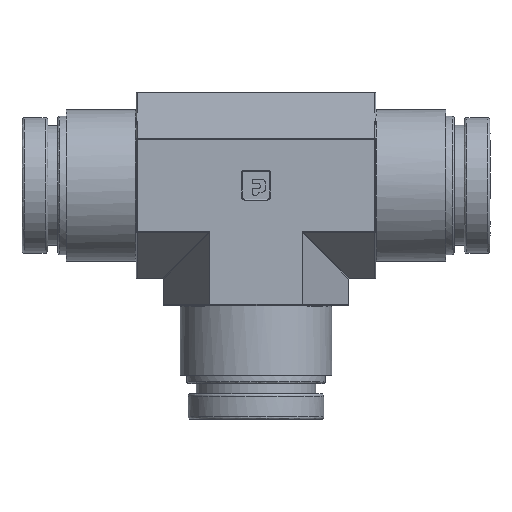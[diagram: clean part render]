
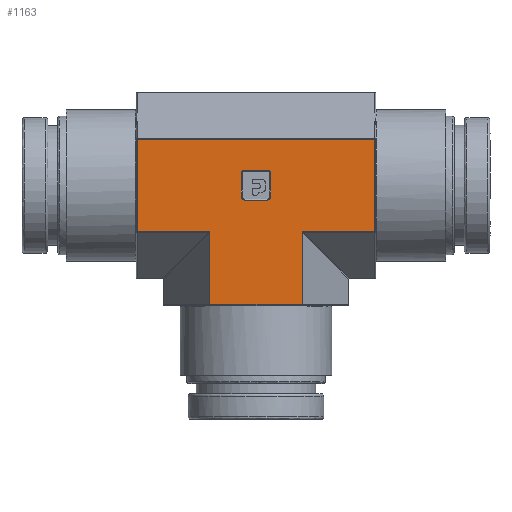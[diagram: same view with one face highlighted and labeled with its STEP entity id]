
A CAD part, top view. The second image highlights one B-rep face of the part: STEP entity #1163.
In plain terms, the highlighted free-form (B-spline) face has degree [1, 1] with [2, 2] control points.
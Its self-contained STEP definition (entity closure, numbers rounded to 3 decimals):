
#1163 = ADVANCED_FACE('',(#1164,#1222),#1284,.T.);
#1164 = FACE_BOUND('',#1165,.T.);
#1165 = EDGE_LOOP('',(#1166,#1175,#1182,#1189,#1196,#1203,#1210,#1217));
#1166 = ORIENTED_EDGE('',*,*,#1167,.T.);
#1167 = EDGE_CURVE('',#1168,#1170,#1172,.T.);
#1168 = VERTEX_POINT('',#1169);
#1169 = CARTESIAN_POINT('',(-13.991,-5.417,
    9.49));
#1170 = VERTEX_POINT('',#1171);
#1171 = CARTESIAN_POINT('',(-5.417,-5.417,
    9.49));
#1172 = B_SPLINE_CURVE_WITH_KNOTS('',1,(#1173,#1174),.UNSPECIFIED.,.F.,
  .F.,(2,2),(-16.383,-6.342),.PIECEWISE_BEZIER_KNOTS.);
#1173 = CARTESIAN_POINT('',(-13.991,-5.417,
    9.49));
#1174 = CARTESIAN_POINT('',(-5.417,-5.417,
    9.49));
#1175 = ORIENTED_EDGE('',*,*,#1176,.T.);
#1176 = EDGE_CURVE('',#1170,#1177,#1179,.T.);
#1177 = VERTEX_POINT('',#1178);
#1178 = CARTESIAN_POINT('',(-5.417,-13.991,
    9.49));
#1179 = B_SPLINE_CURVE_WITH_KNOTS('',1,(#1180,#1181),.UNSPECIFIED.,.F.,
  .F.,(2,2),(-0.073,9.967),
  .PIECEWISE_BEZIER_KNOTS.);
#1180 = CARTESIAN_POINT('',(-5.417,-5.417,
    9.49));
#1181 = CARTESIAN_POINT('',(-5.417,-13.991,
    9.49));
#1182 = ORIENTED_EDGE('',*,*,#1183,.T.);
#1183 = EDGE_CURVE('',#1177,#1184,#1186,.T.);
#1184 = VERTEX_POINT('',#1185);
#1185 = CARTESIAN_POINT('',(5.417,-13.991,
    9.49));
#1186 = B_SPLINE_CURVE_WITH_KNOTS('',1,(#1187,#1188),.UNSPECIFIED.,.F.,
  .F.,(2,2),(-12.758,-0.073),
  .PIECEWISE_BEZIER_KNOTS.);
#1187 = CARTESIAN_POINT('',(-5.417,-13.991,
    9.49));
#1188 = CARTESIAN_POINT('',(5.417,-13.991,
    9.49));
#1189 = ORIENTED_EDGE('',*,*,#1190,.T.);
#1190 = EDGE_CURVE('',#1184,#1191,#1193,.T.);
#1191 = VERTEX_POINT('',#1192);
#1192 = CARTESIAN_POINT('',(5.417,-5.417,
    9.49));
#1193 = B_SPLINE_CURVE_WITH_KNOTS('',1,(#1194,#1195),.UNSPECIFIED.,.F.,
  .F.,(2,2),(-9.967,0.073),
  .PIECEWISE_BEZIER_KNOTS.);
#1194 = CARTESIAN_POINT('',(5.417,-13.991,
    9.49));
#1195 = CARTESIAN_POINT('',(5.417,-5.417,
    9.49));
#1196 = ORIENTED_EDGE('',*,*,#1197,.T.);
#1197 = EDGE_CURVE('',#1191,#1198,#1200,.T.);
#1198 = VERTEX_POINT('',#1199);
#1199 = CARTESIAN_POINT('',(13.991,-5.417,
    9.49));
#1200 = B_SPLINE_CURVE_WITH_KNOTS('',1,(#1201,#1202),.UNSPECIFIED.,.F.,
  .F.,(2,2),(6.342,16.383),.PIECEWISE_BEZIER_KNOTS.);
#1201 = CARTESIAN_POINT('',(5.417,-5.417,
    9.49));
#1202 = CARTESIAN_POINT('',(13.991,-5.417,
    9.49));
#1203 = ORIENTED_EDGE('',*,*,#1204,.T.);
#1204 = EDGE_CURVE('',#1198,#1205,#1207,.T.);
#1205 = VERTEX_POINT('',#1206);
#1206 = CARTESIAN_POINT('',(13.991,5.417,
    9.49));
#1207 = B_SPLINE_CURVE_WITH_KNOTS('',1,(#1208,#1209),.UNSPECIFIED.,.F.,
  .F.,(2,2),(0.073,12.758),
  .PIECEWISE_BEZIER_KNOTS.);
#1208 = CARTESIAN_POINT('',(13.991,-5.417,
    9.49));
#1209 = CARTESIAN_POINT('',(13.991,5.417,
    9.49));
#1210 = ORIENTED_EDGE('',*,*,#1211,.T.);
#1211 = EDGE_CURVE('',#1205,#1212,#1214,.T.);
#1212 = VERTEX_POINT('',#1213);
#1213 = CARTESIAN_POINT('',(-13.991,5.417,
    9.49));
#1214 = B_SPLINE_CURVE_WITH_KNOTS('',1,(#1215,#1216),.UNSPECIFIED.,.F.,
  .F.,(2,2),(-16.383,16.383),.PIECEWISE_BEZIER_KNOTS.);
#1215 = CARTESIAN_POINT('',(13.991,5.417,
    9.49));
#1216 = CARTESIAN_POINT('',(-13.991,5.417,
    9.49));
#1217 = ORIENTED_EDGE('',*,*,#1218,.T.);
#1218 = EDGE_CURVE('',#1212,#1168,#1219,.T.);
#1219 = B_SPLINE_CURVE_WITH_KNOTS('',1,(#1220,#1221),.UNSPECIFIED.,.F.,
  .F.,(2,2),(-12.758,-0.073),
  .PIECEWISE_BEZIER_KNOTS.);
#1220 = CARTESIAN_POINT('',(-13.991,5.417,
    9.49));
#1221 = CARTESIAN_POINT('',(-13.991,-5.417,
    9.49));
#1222 = FACE_BOUND('',#1223,.T.);
#1223 = EDGE_LOOP('',(#1224,#1233,#1241,#1248,#1256,#1263,#1271,#1278));
#1224 = ORIENTED_EDGE('',*,*,#1225,.T.);
#1225 = EDGE_CURVE('',#1226,#1228,#1230,.T.);
#1226 = VERTEX_POINT('',#1227);
#1227 = CARTESIAN_POINT('',(-1.41,1.735,9.49)
  );
#1228 = VERTEX_POINT('',#1229);
#1229 = CARTESIAN_POINT('',(1.41,1.735,9.49)
  );
#1230 = B_SPLINE_CURVE_WITH_KNOTS('',1,(#1231,#1232),.UNSPECIFIED.,.F.,
  .F.,(2,2),(-3.302,0.),.PIECEWISE_BEZIER_KNOTS.);
#1231 = CARTESIAN_POINT('',(-1.41,1.735,9.49)
  );
#1232 = CARTESIAN_POINT('',(1.41,1.735,9.49)
  );
#1233 = ORIENTED_EDGE('',*,*,#1234,.T.);
#1234 = EDGE_CURVE('',#1228,#1235,#1237,.T.);
#1235 = VERTEX_POINT('',#1236);
#1236 = CARTESIAN_POINT('',(1.735,1.41,9.49)
  );
#1237 = ( BOUNDED_CURVE() B_SPLINE_CURVE(2,(#1238,#1239,#1240),
.UNSPECIFIED.,.F.,.F.) B_SPLINE_CURVE_WITH_KNOTS((3,3),(4.712,
6.283),.PIECEWISE_BEZIER_KNOTS.) CURVE() 
GEOMETRIC_REPRESENTATION_ITEM() RATIONAL_B_SPLINE_CURVE((1.,
0.707,1.)) REPRESENTATION_ITEM('') );
#1238 = CARTESIAN_POINT('',(1.41,1.735,9.49)
  );
#1239 = CARTESIAN_POINT('',(1.735,1.735,9.49)
  );
#1240 = CARTESIAN_POINT('',(1.735,1.41,9.49)
  );
#1241 = ORIENTED_EDGE('',*,*,#1242,.T.);
#1242 = EDGE_CURVE('',#1235,#1243,#1245,.T.);
#1243 = VERTEX_POINT('',#1244);
#1244 = CARTESIAN_POINT('',(1.735,-1.41,9.49)
  );
#1245 = B_SPLINE_CURVE_WITH_KNOTS('',1,(#1246,#1247),.UNSPECIFIED.,.F.,
  .F.,(2,2),(-3.302,0.),.PIECEWISE_BEZIER_KNOTS.);
#1246 = CARTESIAN_POINT('',(1.735,1.41,9.49)
  );
#1247 = CARTESIAN_POINT('',(1.735,-1.41,9.49)
  );
#1248 = ORIENTED_EDGE('',*,*,#1249,.T.);
#1249 = EDGE_CURVE('',#1243,#1250,#1252,.T.);
#1250 = VERTEX_POINT('',#1251);
#1251 = CARTESIAN_POINT('',(1.41,-1.735,9.49)
  );
#1252 = ( BOUNDED_CURVE() B_SPLINE_CURVE(2,(#1253,#1254,#1255),
.UNSPECIFIED.,.F.,.F.) B_SPLINE_CURVE_WITH_KNOTS((3,3),(0.,
1.571),.PIECEWISE_BEZIER_KNOTS.) CURVE() 
GEOMETRIC_REPRESENTATION_ITEM() RATIONAL_B_SPLINE_CURVE((1.,
0.707,1.)) REPRESENTATION_ITEM('') );
#1253 = CARTESIAN_POINT('',(1.735,-1.41,9.49)
  );
#1254 = CARTESIAN_POINT('',(1.735,-1.735,9.49)
  );
#1255 = CARTESIAN_POINT('',(1.41,-1.735,9.49)
  );
#1256 = ORIENTED_EDGE('',*,*,#1257,.T.);
#1257 = EDGE_CURVE('',#1250,#1258,#1260,.T.);
#1258 = VERTEX_POINT('',#1259);
#1259 = CARTESIAN_POINT('',(-1.41,-1.735,9.49
    ));
#1260 = B_SPLINE_CURVE_WITH_KNOTS('',1,(#1261,#1262),.UNSPECIFIED.,.F.,
  .F.,(2,2),(-3.302,0.),.PIECEWISE_BEZIER_KNOTS.);
#1261 = CARTESIAN_POINT('',(1.41,-1.735,9.49)
  );
#1262 = CARTESIAN_POINT('',(-1.41,-1.735,9.49
    ));
#1263 = ORIENTED_EDGE('',*,*,#1264,.T.);
#1264 = EDGE_CURVE('',#1258,#1265,#1267,.T.);
#1265 = VERTEX_POINT('',#1266);
#1266 = CARTESIAN_POINT('',(-1.735,-1.41,9.49
    ));
#1267 = ( BOUNDED_CURVE() B_SPLINE_CURVE(2,(#1268,#1269,#1270),
.UNSPECIFIED.,.F.,.F.) B_SPLINE_CURVE_WITH_KNOTS((3,3),(1.571,
3.142),.PIECEWISE_BEZIER_KNOTS.) CURVE() 
GEOMETRIC_REPRESENTATION_ITEM() RATIONAL_B_SPLINE_CURVE((1.,
0.707,1.)) REPRESENTATION_ITEM('') );
#1268 = CARTESIAN_POINT('',(-1.41,-1.735,9.49
    ));
#1269 = CARTESIAN_POINT('',(-1.735,-1.735,9.49
    ));
#1270 = CARTESIAN_POINT('',(-1.735,-1.41,9.49
    ));
#1271 = ORIENTED_EDGE('',*,*,#1272,.T.);
#1272 = EDGE_CURVE('',#1265,#1273,#1275,.T.);
#1273 = VERTEX_POINT('',#1274);
#1274 = CARTESIAN_POINT('',(-1.735,1.41,9.49)
  );
#1275 = B_SPLINE_CURVE_WITH_KNOTS('',1,(#1276,#1277),.UNSPECIFIED.,.F.,
  .F.,(2,2),(-3.302,0.),.PIECEWISE_BEZIER_KNOTS.);
#1276 = CARTESIAN_POINT('',(-1.735,-1.41,9.49
    ));
#1277 = CARTESIAN_POINT('',(-1.735,1.41,9.49)
  );
#1278 = ORIENTED_EDGE('',*,*,#1279,.T.);
#1279 = EDGE_CURVE('',#1273,#1226,#1280,.T.);
#1280 = ( BOUNDED_CURVE() B_SPLINE_CURVE(2,(#1281,#1282,#1283),
.UNSPECIFIED.,.F.,.F.) B_SPLINE_CURVE_WITH_KNOTS((3,3),(3.142,
4.712),.PIECEWISE_BEZIER_KNOTS.) CURVE() 
GEOMETRIC_REPRESENTATION_ITEM() RATIONAL_B_SPLINE_CURVE((1.,
0.707,1.)) REPRESENTATION_ITEM('') );
#1281 = CARTESIAN_POINT('',(-1.735,1.41,9.49)
  );
#1282 = CARTESIAN_POINT('',(-1.735,1.735,9.49)
  );
#1283 = CARTESIAN_POINT('',(-1.41,1.735,9.49)
  );
#1284 = B_SPLINE_SURFACE_WITH_KNOTS('',1,1,(
    (#1285,#1286)
    ,(#1287,#1288
    )),.UNSPECIFIED.,.F.,.F.,.F.,(2,2),(2,2),(-16.383,16.383),(
    -9.967,12.758),.PIECEWISE_BEZIER_KNOTS.);
#1285 = CARTESIAN_POINT('',(-13.991,-13.991,
    9.49));
#1286 = CARTESIAN_POINT('',(-13.991,5.417,
    9.49));
#1287 = CARTESIAN_POINT('',(13.991,-13.991,
    9.49));
#1288 = CARTESIAN_POINT('',(13.991,5.417,
    9.49));
